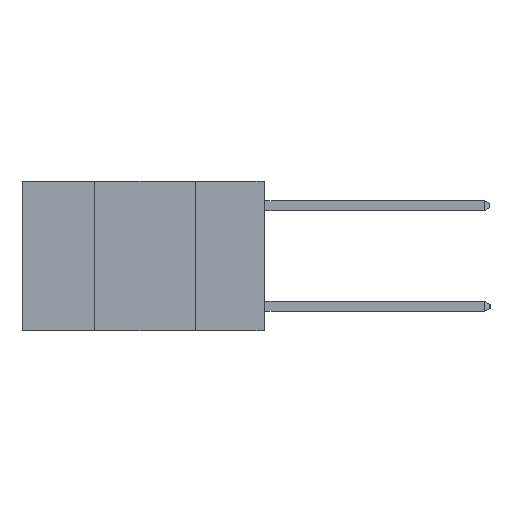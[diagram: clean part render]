
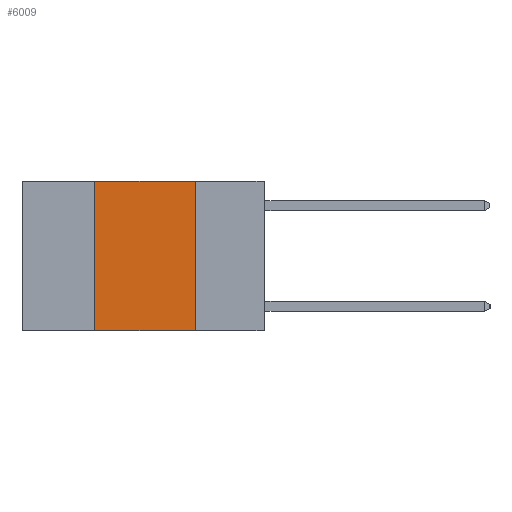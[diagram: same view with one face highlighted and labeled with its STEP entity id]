
A CAD part, left-side view. The second image highlights one B-rep face of the part: STEP entity #6009.
In plain terms, the highlighted planar face has unit normal (-1, 0, 0).
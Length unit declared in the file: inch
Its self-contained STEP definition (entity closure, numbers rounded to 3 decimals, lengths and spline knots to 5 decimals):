
#98 = EDGE_CURVE ( 'NONE', #3870, #1438, #6294, .T. ) ;
#277 = CARTESIAN_POINT ( 'NONE',  ( 0., 0.6, -0.37 ) ) ;
#430 = VECTOR ( 'NONE', #8215, 39.37008 ) ;
#627 = VERTEX_POINT ( 'NONE', #4265 ) ;
#647 = DIRECTION ( 'NONE',  ( 0., 0., -1. ) ) ;
#674 = DIRECTION ( 'NONE',  ( 0., 0., 1. ) ) ;
#1438 = VERTEX_POINT ( 'NONE', #7165 ) ;
#1446 = VERTEX_POINT ( 'NONE', #6478 ) ;
#1541 = LINE ( 'NONE', #277, #3858 ) ;
#1813 = VECTOR ( 'NONE', #674, 39.37008 ) ;
#1875 = FACE_OUTER_BOUND ( 'NONE', #6574, .T. ) ;
#2405 = CARTESIAN_POINT ( 'NONE',  ( 0., 0.6, 0. ) ) ;
#3192 = CARTESIAN_POINT ( 'NONE',  ( 0., 0.6, 0. ) ) ;
#3216 = EDGE_CURVE ( 'NONE', #1446, #627, #3829, .T. ) ;
#3829 = LINE ( 'NONE', #4641, #9311 ) ;
#3858 = VECTOR ( 'NONE', #9418, 39.37008 ) ;
#3870 = VERTEX_POINT ( 'NONE', #7903 ) ;
#4265 = CARTESIAN_POINT ( 'NONE',  ( 0., 0.17, -0.37 ) ) ;
#4641 = CARTESIAN_POINT ( 'NONE',  ( 0., 0.17, 0. ) ) ;
#4646 = EDGE_CURVE ( 'NONE', #1438, #1446, #9063, .T. ) ;
#5018 = AXIS2_PLACEMENT_3D ( 'NONE', #3192, #5735, #647 ) ;
#5735 = DIRECTION ( 'NONE',  ( 1., 0., 0. ) ) ;
#6009 = ADVANCED_FACE ( 'NONE', ( #1875 ), #6493, .F. ) ;
#6129 = ORIENTED_EDGE ( 'NONE', *, *, #98, .F. ) ;
#6294 = LINE ( 'NONE', #6912, #1813 ) ;
#6478 = CARTESIAN_POINT ( 'NONE',  ( 0., 0.17, 0. ) ) ;
#6493 = PLANE ( 'NONE',  #5018 ) ;
#6574 = EDGE_LOOP ( 'NONE', ( #9901, #9708, #6129, #8421 ) ) ;
#6912 = CARTESIAN_POINT ( 'NONE',  ( 0., 0.42, 0. ) ) ;
#7165 = CARTESIAN_POINT ( 'NONE',  ( 0., 0.42, 0. ) ) ;
#7903 = CARTESIAN_POINT ( 'NONE',  ( 0., 0.42, -0.37 ) ) ;
#8215 = DIRECTION ( 'NONE',  ( 0., -1., 0. ) ) ;
#8421 = ORIENTED_EDGE ( 'NONE', *, *, #8796, .T. ) ;
#8695 = DIRECTION ( 'NONE',  ( 0., 0., -1. ) ) ;
#8796 = EDGE_CURVE ( 'NONE', #3870, #627, #1541, .T. ) ;
#9063 = LINE ( 'NONE', #2405, #430 ) ;
#9311 = VECTOR ( 'NONE', #8695, 39.37008 ) ;
#9418 = DIRECTION ( 'NONE',  ( 0., -1., 0. ) ) ;
#9708 = ORIENTED_EDGE ( 'NONE', *, *, #4646, .F. ) ;
#9901 = ORIENTED_EDGE ( 'NONE', *, *, #3216, .F. ) ;
